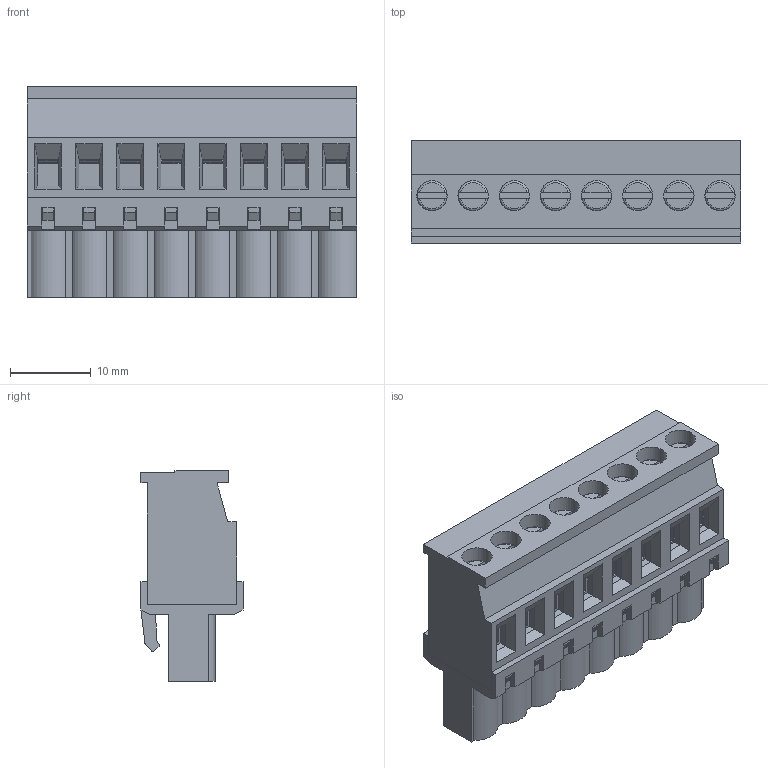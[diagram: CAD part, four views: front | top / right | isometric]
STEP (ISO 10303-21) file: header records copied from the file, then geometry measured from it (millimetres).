
FILE_DESCRIPTION( ( 'Unknown' ), '1' );
FILE_NAME( '691344510008.stp', 'Unknown', ( 'Unknown' ), ( 'Unknown' ), 'PSStep 14.0', 'Unknown', ' ' );
FILE_SCHEMA( ( 'AUTOMOTIVE_DESIGN { 1 0 10303 214 1 1 1 1 }' ) );
Length unit declared in the file: millimetre
Products named in the file (6): Assem1; 6913525100xx_CAGE; 6913525100xx; 6913525100xx_VIS; 691343510008; 691343510008_BAS
Assembly tree (26 placements, depth 2):
  Assem1
    6913525100xx_CAGE  x8
    6913525100xx  x8
    6913525100xx_VIS  x8
    691343510008
    691343510008_BAS
Bounding box: 40.64 x 12.6 x 26 mm (x, y, z)
Volume: 6274.5 mm3; surface area: 14488.6 mm2
Topology: 26 solids, 26 shells, 1664 faces, 4616 edges, 3002 vertices
Faces by surface type: plane 1286, cylinder 330, cone 24, torus 24
Full cylindrical faces by diameter (mm): 1.5 x8, 2.2 x8, 2.7 x8, 2.9 x8, 3 x8, 3.7 x8, 3.75 x8
Entity records: 38046 total; most frequent: CARTESIAN_POINT 5388, ORIENTED_EDGE 5280, DIRECTION 4794, EDGE_CURVE 2640, LINE 2446, VECTOR 2446, VERTEX_POINT 1744, AXIS2_PLACEMENT_3D 1174
